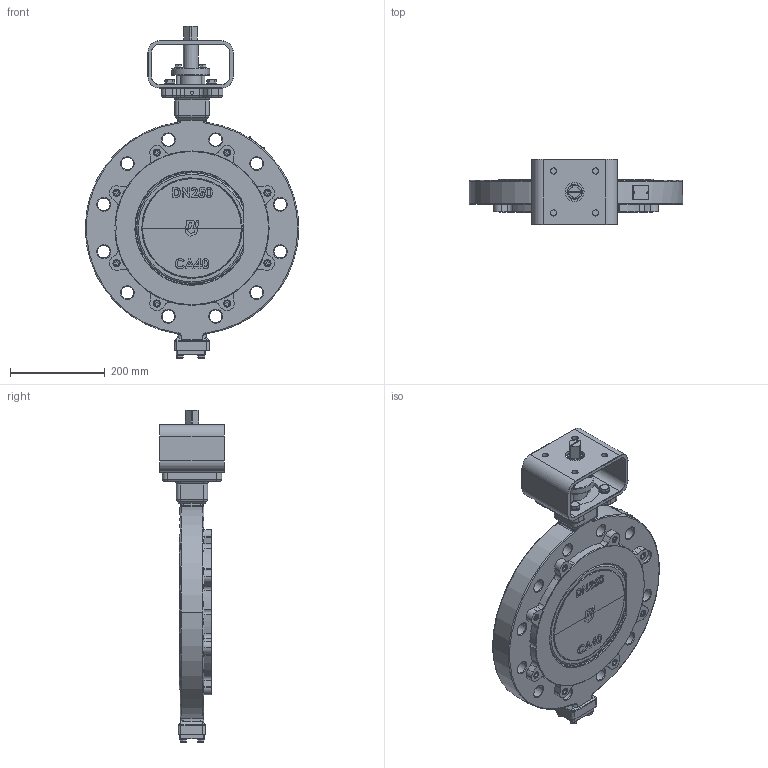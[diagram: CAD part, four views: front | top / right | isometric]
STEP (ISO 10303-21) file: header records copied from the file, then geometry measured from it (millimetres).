
FILE_DESCRIPTION(('HOOPS Exchange Step'),'2;1');
FILE_NAME('AK12_DN250_PN40_oH.stp','2024-11-22T10:58:26+01:00',('nieru'),('Unknown organisation'),'HOOPS Exchange 2024.2','HOOPS Exchange','Unknown authorisation');
FILE_SCHEMA( ('AP203_CONFIGURATION_CONTROLLED_3D_DESIGN_OF_MECHANICAL_PARTS_AND_ASSEMBLIES_MIM_LF') );
Length unit declared in the file: millimetre
Products named in the file (8): 0; root
Assembly tree (7 placements, depth 4):
  root
    0
      0
      0
      0
      0
      0
        0
Bounding box: 450 x 137 x 699.9 mm (x, y, z)
Volume: 8936635.2 mm3; surface area: 882513.6 mm2
Topology: 60 solids, 64 shells, 1745 faces, 4209 edges, 2600 vertices
Faces by surface type: bspline 564, plane 529, cylinder 422, cone 162, torus 66, sphere 2
Full cylindrical faces by diameter (mm): 4.2 x4, 8 x3, 9 x3, 10 x7, 10.2 x4, 13 x16, 14.8 x4, 16 x3, 18 x1, 21.1 x4, 26.5 x12, 30 x2, 31.979 x4, 32 x1, 40 x1, 49.792 x1, 51.318 x1, 80 x1, 239.572 x1, 243.762 x2
Entity records: 137244 total; most frequent: CARTESIAN_POINT 99295, ORIENTED_EDGE 8326, DIRECTION 6749, EDGE_CURVE 4163, AXIS2_PLACEMENT_3D 2631, VERTEX_POINT 2608, EDGE_LOOP 1905, FACE_BOUND 1905
